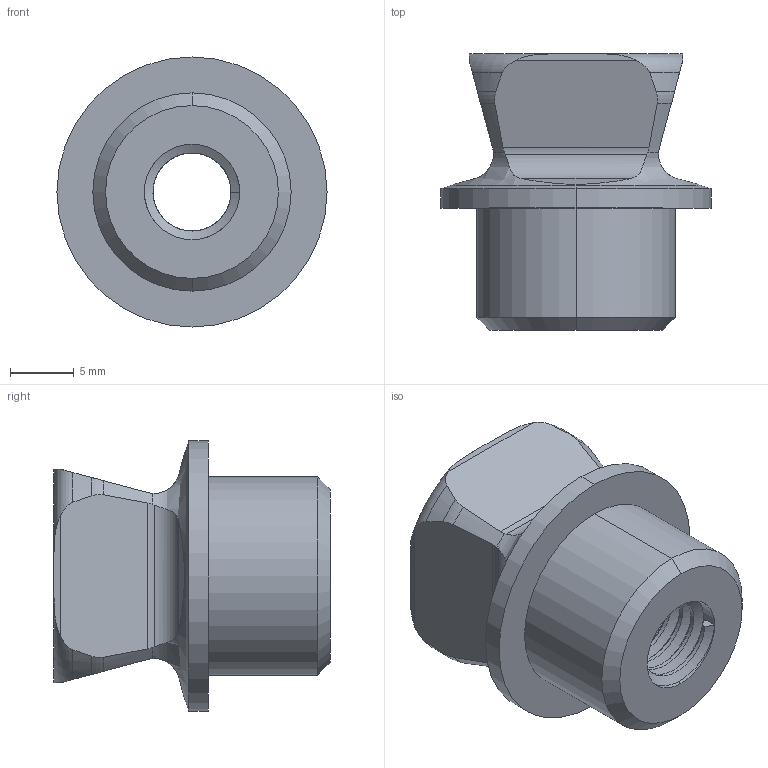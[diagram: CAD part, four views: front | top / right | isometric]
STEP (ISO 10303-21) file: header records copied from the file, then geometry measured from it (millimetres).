
FILE_DESCRIPTION (( 'STEP AP203' ), '1' );
FILE_NAME ('Pyramide.STEP', '2018-08-03T10:25:16', ( '' ), ( '' ), 'SwSTEP 2.0', 'SolidWorks 2016', '' );
FILE_SCHEMA (( 'CONFIG_CONTROL_DESIGN' ));
Length unit declared in the file: millimetre
Products named in the file (1): Pyramide
Bounding box: 21.25 x 21.74 x 21.25 mm (x, y, z)
Volume: 3876.4 mm3; surface area: 2516.8 mm2
Topology: 1 solids, 1 shells, 89 faces, 250 edges, 164 vertices
Faces by surface type: cylinder 51, plane 17, cone 8, torus 8, bspline 5
Entity records: 5649 total; most frequent: CARTESIAN_POINT 3615, ORIENTED_EDGE 500, DIRECTION 313, EDGE_CURVE 250, VERTEX_POINT 164, AXIS2_PLACEMENT_3D 124, EDGE_LOOP 92, FACE_OUTER_BOUND 89
